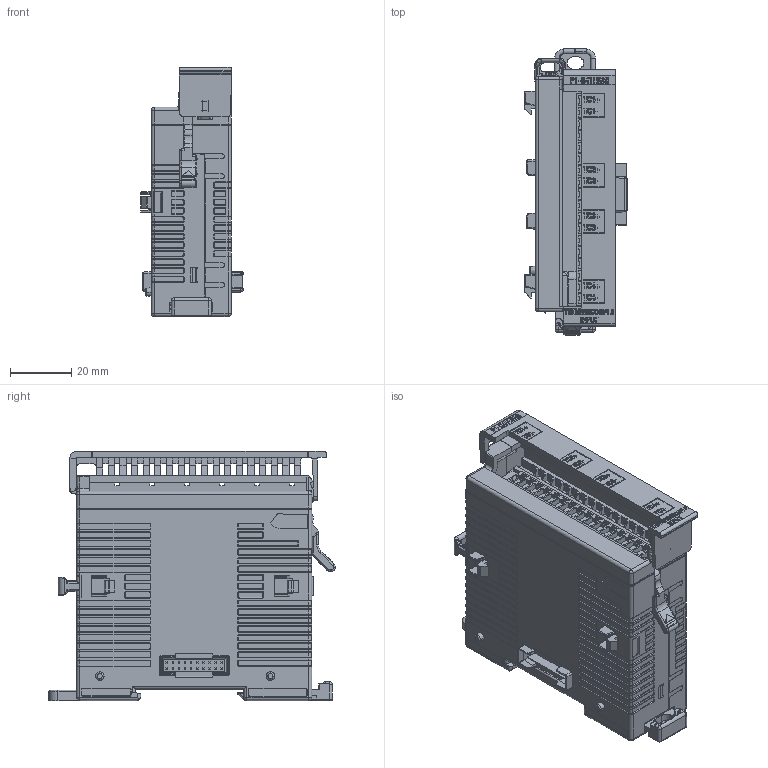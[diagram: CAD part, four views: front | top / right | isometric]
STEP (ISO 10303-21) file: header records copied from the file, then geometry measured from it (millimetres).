
FILE_DESCRIPTION (( 'STEP AP214' ), '1' );
FILE_NAME ('P1-04THMS.STEP', '2025-10-01T00:47:32', ( '' ), ( '' ), 'SwSTEP 2.0', 'SolidWorks 2024', '' );
FILE_SCHEMA (( 'AUTOMOTIVE_DESIGN' ));
Length unit declared in the file: inch
Products named in the file (1): P1-04THMS
Bounding box: 33.63 x 93.74 x 81.64 mm (x, y, z)
Volume: 47596.9 mm3; surface area: 47023.6 mm2
Topology: 25 solids, 46 shells, 5604 faces, 14859 edges, 9540 vertices
Faces by surface type: plane 2946, cylinder 1352, bspline 1098, torus 138, sphere 43, cone 27
Entity records: 202103 total; most frequent: CARTESIAN_POINT 73151, ORIENTED_EDGE 29674, DIRECTION 22184, EDGE_CURVE 14837, VERTEX_POINT 9540, VECTOR 8936, LINE 8936, AXIS2_PLACEMENT_3D 6624
